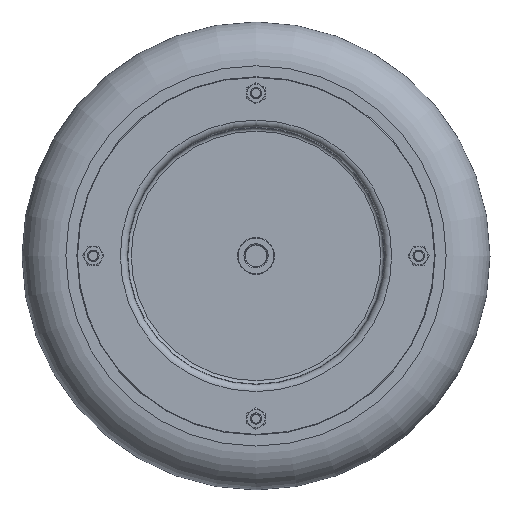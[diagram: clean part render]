
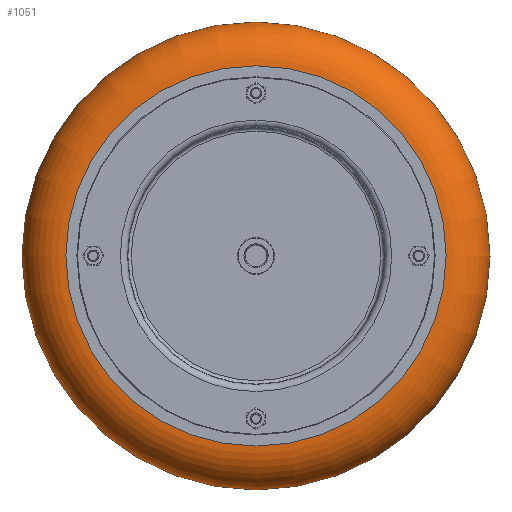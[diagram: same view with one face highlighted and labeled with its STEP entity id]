
A CAD part, top view. The second image highlights one B-rep face of the part: STEP entity #1051.
In plain terms, the highlighted toroidal (fillet/blend) face has major radius 165.1 mm and minor radius 38.1 mm.
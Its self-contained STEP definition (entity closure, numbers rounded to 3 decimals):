
#88=TOROIDAL_SURFACE('',#4709,165.1,38.1);
#1051=ADVANCED_FACE('',(#1469,#1470),#88,.T.);
#1469=FACE_BOUND('',#1885,.T.);
#1470=FACE_BOUND('',#1886,.T.);
#1885=EDGE_LOOP('',(#2607));
#1886=EDGE_LOOP('',(#2608));
#2607=ORIENTED_EDGE('',*,*,#3910,.F.);
#2608=ORIENTED_EDGE('',*,*,#3911,.F.);
#3475=VERTEX_POINT('',#7019);
#3476=VERTEX_POINT('',#7021);
#3910=EDGE_CURVE('',#3475,#3475,#4351,.T.);
#3911=EDGE_CURVE('',#3476,#3476,#4352,.T.);
#4351=CIRCLE('',#4707,165.1);
#4352=CIRCLE('',#4708,165.1);
#4707=AXIS2_PLACEMENT_3D('',#7018,#5473,#5474);
#4708=AXIS2_PLACEMENT_3D('',#7020,#5475,#5476);
#4709=AXIS2_PLACEMENT_3D('',#7022,#5477,#5478);
#5473=DIRECTION('',(0.,0.,-1.));
#5474=DIRECTION('',(-1.,0.,0.));
#5475=DIRECTION('',(0.,0.,1.));
#5476=DIRECTION('',(-1.,0.,0.));
#5477=DIRECTION('',(0.,0.,-1.));
#5478=DIRECTION('',(-1.,0.,0.));
#7018=CARTESIAN_POINT('',(0.,0.,12.7));
#7019=CARTESIAN_POINT('',(-165.1,0.,12.7));
#7020=CARTESIAN_POINT('',(0.,0.,88.9));
#7021=CARTESIAN_POINT('',(-165.1,0.,88.9));
#7022=CARTESIAN_POINT('',(0.,0.,50.8));
